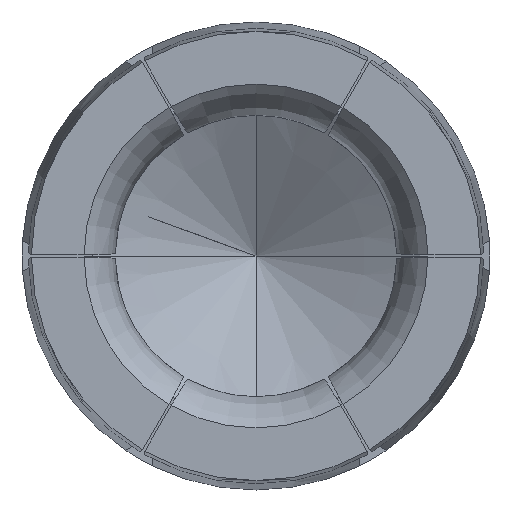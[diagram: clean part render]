
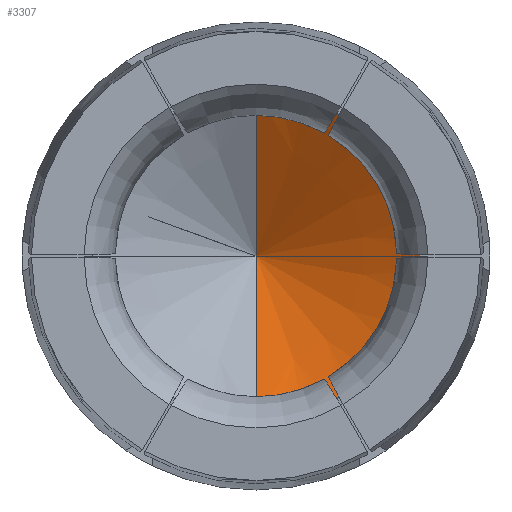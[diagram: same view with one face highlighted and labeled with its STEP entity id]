
A CAD part, front view. The second image highlights one B-rep face of the part: STEP entity #3307.
In plain terms, the highlighted conical face has half-angle 60 degrees and reference radius 1.071 mm.
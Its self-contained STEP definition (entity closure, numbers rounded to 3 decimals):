
#317=CARTESIAN_POINT('',(1.218,10.3,-1.71));
#322=CARTESIAN_POINT('',(0.,10.3,0.));
#323=DIRECTION('',(0.,1.,0.));
#324=DIRECTION('',(0.995,0.,-0.095));
#325=AXIS2_PLACEMENT_3D('',#322,#323,#324);
#330=CARTESIAN_POINT('',(2.09,10.3,-0.2));
#373=CARTESIAN_POINT('',(0.872,10.3,1.91));
#378=CARTESIAN_POINT('',(0.,10.3,0.));
#379=DIRECTION('',(0.,1.,0.));
#380=DIRECTION('',(0.,0.,1.));
#381=AXIS2_PLACEMENT_3D('',#378,#379,#380);
#432=CARTESIAN_POINT('',(1.218,10.3,1.71));
#447=CARTESIAN_POINT('',(2.09,10.3,0.2));
#452=CARTESIAN_POINT('',(0.,10.3,0.));
#453=DIRECTION('',(0.,1.,0.));
#454=DIRECTION('',(0.58,0.,0.814));
#455=AXIS2_PLACEMENT_3D('',#452,#453,#454);
#478=CARTESIAN_POINT('',(0.,10.3,0.));
#479=DIRECTION('',(0.,1.,0.));
#480=DIRECTION('',(0.415,0.,-0.91));
#481=AXIS2_PLACEMENT_3D('',#478,#479,#480);
#486=CARTESIAN_POINT('',(0.872,10.3,-1.91));
#496=CARTESIAN_POINT('',(0.,10.3,0.));
#497=DIRECTION('',(0.,-1.,0.));
#498=DIRECTION('',(0.58,0.,0.814));
#499=AXIS2_PLACEMENT_3D('',#496,#497,#498);
#504=CARTESIAN_POINT('',(0.,10.3,0.));
#505=DIRECTION('',(0.,-1.,0.));
#506=DIRECTION('',(0.995,0.,-0.095));
#507=AXIS2_PLACEMENT_3D('',#504,#505,#506);
#512=CARTESIAN_POINT('',(0.,10.3,0.));
#513=DIRECTION('',(0.,-1.,0.));
#514=DIRECTION('',(0.415,0.,-0.91));
#515=AXIS2_PLACEMENT_3D('',#512,#513,#514);
#520=DIRECTION('',(0.,-0.5,-0.866));
#521=VECTOR('',#520,2.425);
#522=CARTESIAN_POINT('',(0.,11.512,0.));
#523=LINE('',#522,#521);
#527=DIRECTION('',(0.,-0.5,0.866));
#528=VECTOR('',#527,2.425);
#529=CARTESIAN_POINT('',(0.,11.512,0.));
#530=LINE('',#529,#528);
#2782=VERTEX_POINT('',#330);
#2785=VERTEX_POINT('',#447);
#2799=VERTEX_POINT('',#317);
#2802=VERTEX_POINT('',#486);
#2829=VERTEX_POINT('',#373);
#2832=VERTEX_POINT('',#432);
#2882=CARTESIAN_POINT('',(0.,11.512,0.));
#2883=CARTESIAN_POINT('',(0.,10.3,2.1));
#2884=VERTEX_POINT('',#2882);
#2885=VERTEX_POINT('',#2883);
#2886=CARTESIAN_POINT('',(0.,10.3,-2.1));
#2887=VERTEX_POINT('',#2886);
#3286=CARTESIAN_POINT('',(0.,10.894,0.));
#3287=DIRECTION('',(0.,-1.,0.));
#3288=DIRECTION('',(0.,0.,1.));
#3289=AXIS2_PLACEMENT_3D('',#3286,#3287,#3288);
#3290=CONICAL_SURFACE('',#3289,1.071,60.);
#3292=ORIENTED_EDGE('',*,*,#3291,.F.);
#3293=ORIENTED_EDGE('',*,*,#3240,.T.);
#3295=ORIENTED_EDGE('',*,*,#3294,.F.);
#3296=ORIENTED_EDGE('',*,*,#3128,.T.);
#3298=ORIENTED_EDGE('',*,*,#3297,.F.);
#3299=ORIENTED_EDGE('',*,*,#3266,.T.);
#3301=ORIENTED_EDGE('',*,*,#3300,.F.);
#3303=ORIENTED_EDGE('',*,*,#3302,.T.);
#3304=ORIENTED_EDGE('',*,*,#3182,.T.);
#3305=EDGE_LOOP('',(#3292,#3293,#3295,#3296,#3298,#3299,#3301,#3303,#3304));
#3306=FACE_OUTER_BOUND('',#3305,.F.);
#326=CIRCLE('',#325,2.1);
#382=CIRCLE('',#381,2.1);
#456=CIRCLE('',#455,2.1);
#482=CIRCLE('',#481,2.1);
#500=CIRCLE('',#499,2.1);
#508=CIRCLE('',#507,2.1);
#516=CIRCLE('',#515,2.1);
#3128=EDGE_CURVE('',#2782,#2799,#326,.T.);
#3182=EDGE_CURVE('',#2885,#2829,#382,.T.);
#3240=EDGE_CURVE('',#2832,#2785,#456,.T.);
#3266=EDGE_CURVE('',#2802,#2887,#482,.T.);
#3291=EDGE_CURVE('',#2832,#2829,#500,.T.);
#3294=EDGE_CURVE('',#2782,#2785,#508,.T.);
#3297=EDGE_CURVE('',#2802,#2799,#516,.T.);
#3300=EDGE_CURVE('',#2884,#2887,#523,.T.);
#3302=EDGE_CURVE('',#2884,#2885,#530,.T.);
#3307=ADVANCED_FACE('',(#3306),#3290,.F.);
